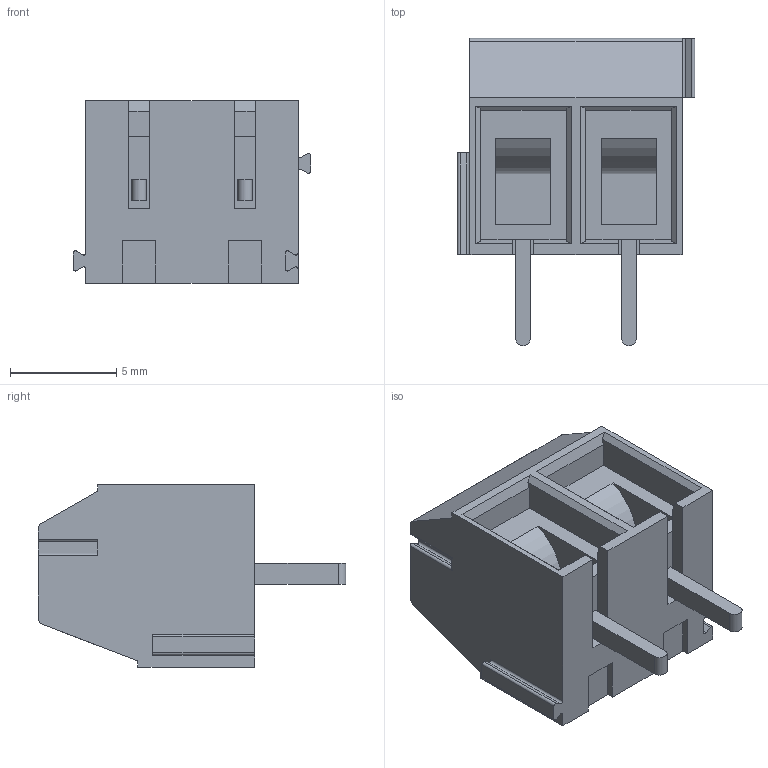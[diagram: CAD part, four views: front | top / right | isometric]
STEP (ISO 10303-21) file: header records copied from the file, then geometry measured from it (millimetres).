
FILE_DESCRIPTION(('STEP AP214'),'1');
FILE_NAME('MBE152-5-V.stp','2020-01-21T08:40:28',(' '),(' '),'Spatial InterOp 3D',' ',' ');
FILE_SCHEMA(('automotive_design'));
Length unit declared in the file: metre
Products named in the file (1): 1
Bounding box: 11.2 x 14.5 x 8.6 mm (x, y, z)
Volume: 587 mm3; surface area: 858.7 mm2
Topology: 1 solids, 1 shells, 154 faces, 423 edges, 282 vertices
Faces by surface type: plane 121, cylinder 30, torus 2, extrusion 1
Full cylindrical faces by diameter (mm): 3.3 x2, 3.4 x2
Entity records: 6049 total; most frequent: CARTESIAN_POINT 864, ORIENTED_EDGE 826, DIRECTION 788, EDGE_CURVE 413, VECTOR 344, LINE 343, VERTEX_POINT 278, AXIS2_PLACEMENT_3D 222
